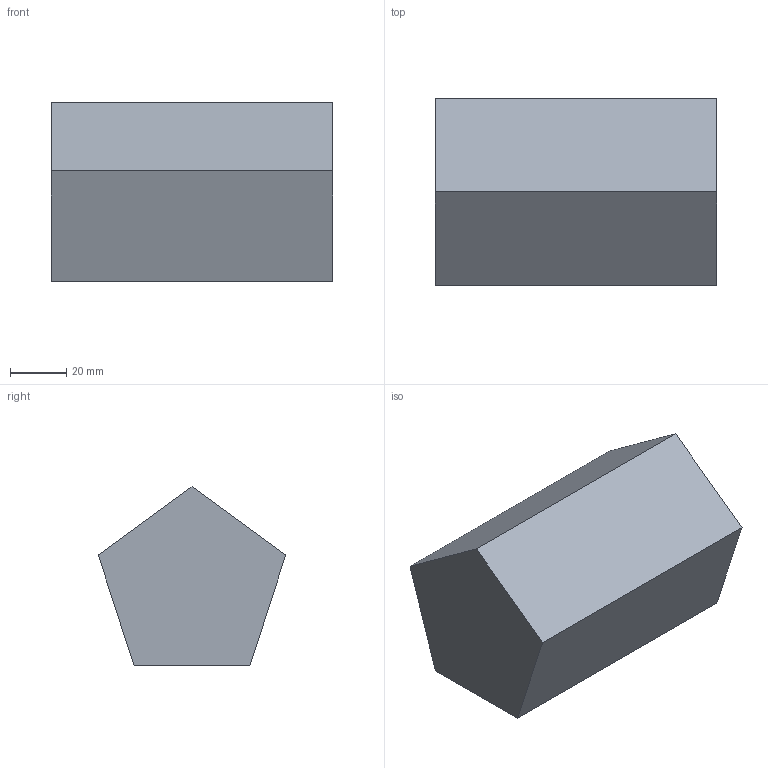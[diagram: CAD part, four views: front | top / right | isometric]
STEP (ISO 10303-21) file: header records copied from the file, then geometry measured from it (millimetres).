
FILE_DESCRIPTION( ( 'STEP AP203' ), '1' );
FILE_NAME( 'Prism.step', ' ', ( ' ' ), ( ' ' ), 'PSStep 20.0.26', ' ', ' ' );
FILE_SCHEMA( ( 'CONFIG_CONTROL_DESIGN' ) );
Length unit declared in the file: metre
Products named in the file (3): Assem1
Assembly tree (2 placements, depth 3):
  Assem1
    (unnamed)
      (unnamed)
Bounding box: 100 x 66.57 x 63.32 mm (x, y, z)
Volume: 291261.1 mm3; surface area: 26397.7 mm2
Topology: 1 solids, 1 shells, 7 faces, 15 edges, 10 vertices
Faces by surface type: plane 7
Entity records: 305 total; most frequent: DIRECTION 37, CARTESIAN_POINT 36, ORIENTED_EDGE 30, EDGE_CURVE 15, LINE 15, VECTOR 15, CC_DESIGN_PERSON_AND_ORGANIZATION_ASSIGNMENT 13, AXIS2_PLACEMENT_3D 11
